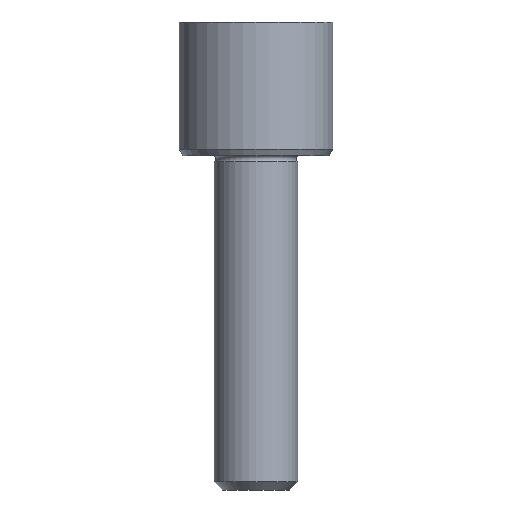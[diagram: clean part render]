
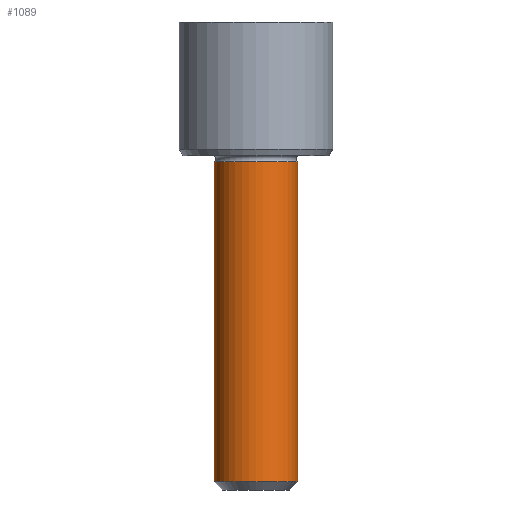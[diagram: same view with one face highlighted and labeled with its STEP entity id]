
A CAD part, front view. The second image highlights one B-rep face of the part: STEP entity #1089.
In plain terms, the highlighted cylindrical face has radius 1.25 mm (diameter 2.5 mm), a full revolution.
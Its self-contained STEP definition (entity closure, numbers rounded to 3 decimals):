
#123=LINE('',#2148,#203);
#203=VECTOR('',#1351,1.25);
#230=CYLINDRICAL_SURFACE('',#1163,1.25);
#287=FACE_OUTER_BOUND('',#349,.T.);
#349=EDGE_LOOP('',(#963,#964,#965,#966,#967));
#375=CIRCLE('',#1162,1.25);
#376=CIRCLE('',#1164,1.25);
#377=CIRCLE('',#1165,1.25);
#538=VERTEX_POINT('',#2140);
#539=VERTEX_POINT('',#2144);
#540=VERTEX_POINT('',#2145);
#693=EDGE_CURVE('',#538,#538,#375,.T.);
#695=EDGE_CURVE('',#539,#540,#376,.T.);
#696=EDGE_CURVE('',#540,#539,#377,.T.);
#697=EDGE_CURVE('',#540,#538,#123,.T.);
#963=ORIENTED_EDGE('',*,*,#695,.F.);
#964=ORIENTED_EDGE('',*,*,#696,.F.);
#965=ORIENTED_EDGE('',*,*,#697,.T.);
#966=ORIENTED_EDGE('',*,*,#693,.T.);
#967=ORIENTED_EDGE('',*,*,#697,.F.);
#1089=ADVANCED_FACE('',(#287),#230,.T.);
#1162=AXIS2_PLACEMENT_3D('',#2141,#1342,#1343);
#1163=AXIS2_PLACEMENT_3D('',#2143,#1345,#1346);
#1164=AXIS2_PLACEMENT_3D('',#2146,#1347,#1348);
#1165=AXIS2_PLACEMENT_3D('',#2147,#1349,#1350);
#1342=DIRECTION('center_axis',(0.,0.,1.));
#1343=DIRECTION('ref_axis',(0.,-1.,0.));
#1345=DIRECTION('center_axis',(0.,0.,1.));
#1346=DIRECTION('ref_axis',(0.,-1.,0.));
#1347=DIRECTION('center_axis',(0.,0.,1.));
#1348=DIRECTION('ref_axis',(0.,-1.,0.));
#1349=DIRECTION('center_axis',(0.,0.,1.));
#1350=DIRECTION('ref_axis',(0.,-1.,0.));
#1351=DIRECTION('',(0.,0.,-1.));
#2140=CARTESIAN_POINT('',(0.,1.25,-9.75));
#2141=CARTESIAN_POINT('Origin',(0.,0.,-9.75));
#2143=CARTESIAN_POINT('Origin',(0.,0.,-4.968));
#2144=CARTESIAN_POINT('',(-1.25,0.,-0.187));
#2145=CARTESIAN_POINT('',(0.,1.25,-0.187));
#2146=CARTESIAN_POINT('Origin',(0.,0.,-0.187));
#2147=CARTESIAN_POINT('Origin',(0.,0.,-0.187));
#2148=CARTESIAN_POINT('',(0.,1.25,-4.968));
